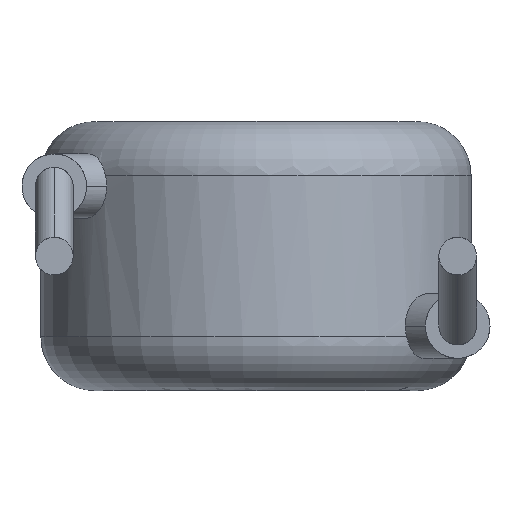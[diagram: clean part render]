
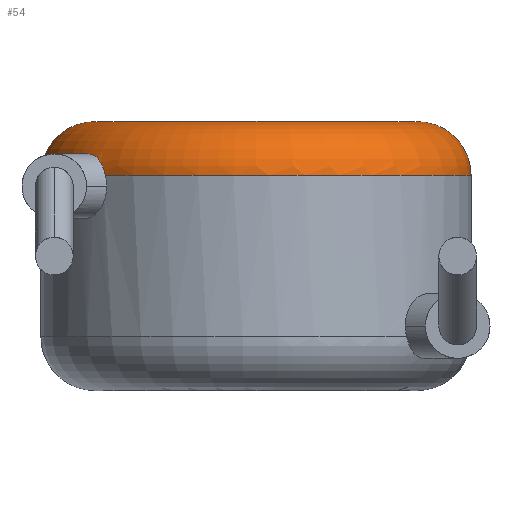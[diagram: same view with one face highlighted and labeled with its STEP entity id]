
A CAD part, front view. The second image highlights one B-rep face of the part: STEP entity #54.
In plain terms, the highlighted toroidal (fillet/blend) face has major radius 3 mm and minor radius 1 mm.
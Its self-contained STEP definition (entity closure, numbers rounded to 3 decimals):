
#54 = ADVANCED_FACE ( 'NONE', ( #377 ), #1466, .T. ) ;
#99 = AXIS2_PLACEMENT_3D ( 'NONE', #519, #1505, #831 ) ;
#163 = AXIS2_PLACEMENT_3D ( 'NONE', #2307, #3478, #1399 ) ;
#170 = VERTEX_POINT ( 'NONE', #1903 ) ;
#228 = VERTEX_POINT ( 'NONE', #3488 ) ;
#244 = CARTESIAN_POINT ( 'NONE',  ( -3.187, -2.279, 4.401 ) ) ;
#261 = AXIS2_PLACEMENT_3D ( 'NONE', #3045, #1851, #3061 ) ;
#268 = CARTESIAN_POINT ( 'NONE',  ( -2.829, -2.829, 4.118 ) ) ;
#377 = FACE_OUTER_BOUND ( 'NONE', #379, .T. ) ;
#379 = EDGE_LOOP ( 'NONE', ( #2209, #3853, #2820, #837, #2121, #517 ) ) ;
#450 = AXIS2_PLACEMENT_3D ( 'NONE', #1504, #1820, #3604 ) ;
#517 = ORIENTED_EDGE ( 'NONE', *, *, #1002, .F. ) ;
#519 = CARTESIAN_POINT ( 'NONE',  ( -3., 0., 4. ) ) ;
#551 = B_SPLINE_CURVE_WITH_KNOTS ( 'NONE', 3,
 ( #556, #3311, #1768, #2985, #244, #1469, #3579, #3006, #268, #1497 ),
 .UNSPECIFIED., .F., .F.,
 ( 4, 2, 2, 2, 4 ),
 ( 0., 0., 0.001, 0.001, 0.001 ),
 .UNSPECIFIED. ) ;
#556 = CARTESIAN_POINT ( 'NONE',  ( -3.491, -1.952, 4. ) ) ;
#831 = DIRECTION ( 'NONE',  ( -1., 0., 0. ) ) ;
#837 = ORIENTED_EDGE ( 'NONE', *, *, #3854, .F. ) ;
#1002 = EDGE_CURVE ( 'NONE', #3560, #170, #3189, .T. ) ;
#1137 = VERTEX_POINT ( 'NONE', #1966 ) ;
#1253 = DIRECTION ( 'NONE',  ( 1., 0., 0. ) ) ;
#1399 = DIRECTION ( 'NONE',  ( 1., 0., 0. ) ) ;
#1466 = TOROIDAL_SURFACE ( 'NONE', #450, 3., 1. ) ;
#1469 = CARTESIAN_POINT ( 'NONE',  ( -3.037, -2.476, 4.399 ) ) ;
#1497 = CARTESIAN_POINT ( 'NONE',  ( -2.799, -2.858, 4. ) ) ;
#1504 = CARTESIAN_POINT ( 'NONE',  ( 0., 0., 4. ) ) ;
#1505 = DIRECTION ( 'NONE',  ( 0., 1., 0. ) ) ;
#1620 = CIRCLE ( 'NONE', #99, 1. ) ;
#1624 = CIRCLE ( 'NONE', #2339, 1. ) ;
#1678 = AXIS2_PLACEMENT_3D ( 'NONE', #2769, #3026, #1253 ) ;
#1768 = CARTESIAN_POINT ( 'NONE',  ( -3.415, -2.044, 4.22 ) ) ;
#1820 = DIRECTION ( 'NONE',  ( 0., 0., 1. ) ) ;
#1851 = DIRECTION ( 'NONE',  ( 0., 0., 1. ) ) ;
#1903 = CARTESIAN_POINT ( 'NONE',  ( 3., 0., 5. ) ) ;
#1966 = CARTESIAN_POINT ( 'NONE',  ( -2.799, -2.858, 4. ) ) ;
#1994 = CARTESIAN_POINT ( 'NONE',  ( -4., 0., 4. ) ) ;
#2021 = CARTESIAN_POINT ( 'NONE',  ( -3., 0., 5. ) ) ;
#2065 = CIRCLE ( 'NONE', #163, 4. ) ;
#2121 = ORIENTED_EDGE ( 'NONE', *, *, #2704, .T. ) ;
#2209 = ORIENTED_EDGE ( 'NONE', *, *, #2558, .F. ) ;
#2307 = CARTESIAN_POINT ( 'NONE',  ( 0., 0., 4. ) ) ;
#2339 = AXIS2_PLACEMENT_3D ( 'NONE', #3360, #3315, #2725 ) ;
#2411 = VERTEX_POINT ( 'NONE', #3170 ) ;
#2558 = EDGE_CURVE ( 'NONE', #2910, #3560, #1620, .T. ) ;
#2648 = CIRCLE ( 'NONE', #1678, 4. ) ;
#2704 = EDGE_CURVE ( 'NONE', #228, #170, #1624, .T. ) ;
#2725 = DIRECTION ( 'NONE',  ( 0., 0., -1. ) ) ;
#2769 = CARTESIAN_POINT ( 'NONE',  ( 0., 0., 4. ) ) ;
#2809 = EDGE_CURVE ( 'NONE', #2411, #2910, #2648, .T. ) ;
#2820 = ORIENTED_EDGE ( 'NONE', *, *, #3029, .T. ) ;
#2910 = VERTEX_POINT ( 'NONE', #1994 ) ;
#2985 = CARTESIAN_POINT ( 'NONE',  ( -3.272, -2.189, 4.363 ) ) ;
#3006 = CARTESIAN_POINT ( 'NONE',  ( -2.869, -2.758, 4.22 ) ) ;
#3026 = DIRECTION ( 'NONE',  ( 0., 0., -1. ) ) ;
#3029 = EDGE_CURVE ( 'NONE', #2411, #1137, #551, .T. ) ;
#3045 = CARTESIAN_POINT ( 'NONE',  ( 0., 0., 5. ) ) ;
#3061 = DIRECTION ( 'NONE',  ( 1., 0., 0. ) ) ;
#3170 = CARTESIAN_POINT ( 'NONE',  ( -3.491, -1.952, 4. ) ) ;
#3189 = CIRCLE ( 'NONE', #261, 3. ) ;
#3311 = CARTESIAN_POINT ( 'NONE',  ( -3.47, -1.99, 4.118 ) ) ;
#3315 = DIRECTION ( 'NONE',  ( 0., -1., 0. ) ) ;
#3360 = CARTESIAN_POINT ( 'NONE',  ( 3., 0., 4. ) ) ;
#3478 = DIRECTION ( 'NONE',  ( 0., 0., -1. ) ) ;
#3488 = CARTESIAN_POINT ( 'NONE',  ( 4., 0., 4. ) ) ;
#3560 = VERTEX_POINT ( 'NONE', #2021 ) ;
#3579 = CARTESIAN_POINT ( 'NONE',  ( -2.972, -2.583, 4.36 ) ) ;
#3604 = DIRECTION ( 'NONE',  ( 1., 0., 0. ) ) ;
#3853 = ORIENTED_EDGE ( 'NONE', *, *, #2809, .F. ) ;
#3854 = EDGE_CURVE ( 'NONE', #228, #1137, #2065, .T. ) ;
